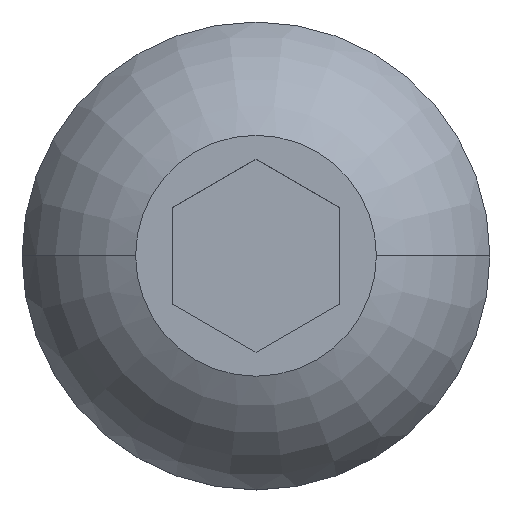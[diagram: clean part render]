
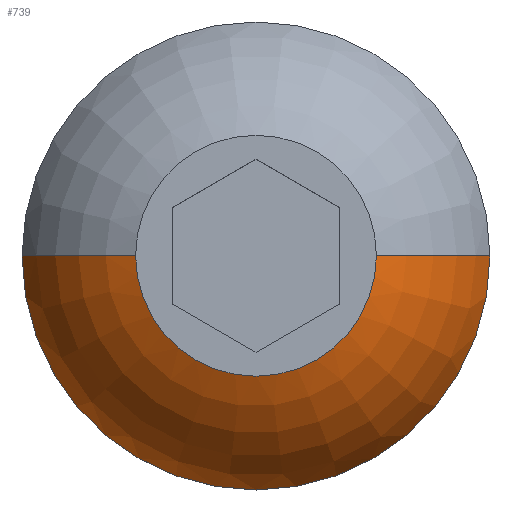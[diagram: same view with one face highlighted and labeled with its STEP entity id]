
A CAD part, top view. The second image highlights one B-rep face of the part: STEP entity #739.
In plain terms, the highlighted toroidal (fillet/blend) face has major radius 1.13 mm and minor radius 6.247 mm.
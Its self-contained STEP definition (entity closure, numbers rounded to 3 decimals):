
#46 = CIRCLE ( 'NONE', #534, 7. ) ;
#51 = EDGE_CURVE ( 'NONE', #553, #532, #705, .T. ) ;
#69 = CARTESIAN_POINT ( 'NONE',  ( 0., 0., 4.4 ) ) ;
#75 = CARTESIAN_POINT ( 'NONE',  ( 7., 0., 0.8 ) ) ;
#83 = DIRECTION ( 'NONE',  ( -1., 0., 0. ) ) ;
#98 = AXIS2_PLACEMENT_3D ( 'NONE', #713, #240, #788 ) ;
#121 = AXIS2_PLACEMENT_3D ( 'NONE', #69, #488, #152 ) ;
#149 = ORIENTED_EDGE ( 'NONE', *, *, #666, .F. ) ;
#151 = EDGE_LOOP ( 'NONE', ( #149, #268, #196, #513 ) ) ;
#152 = DIRECTION ( 'NONE',  ( -1., 0., 0. ) ) ;
#153 = CARTESIAN_POINT ( 'NONE',  ( -3.603, 0., 4.4 ) ) ;
#168 = AXIS2_PLACEMENT_3D ( 'NONE', #296, #607, #664 ) ;
#196 = ORIENTED_EDGE ( 'NONE', *, *, #722, .T. ) ;
#202 = CIRCLE ( 'NONE', #168, 6.247 ) ;
#213 = CARTESIAN_POINT ( 'NONE',  ( 3.603, 0., 4.4 ) ) ;
#240 = DIRECTION ( 'NONE',  ( 0., 0., -1. ) ) ;
#268 = ORIENTED_EDGE ( 'NONE', *, *, #51, .F. ) ;
#286 = DIRECTION ( 'NONE',  ( 0., 1., 0. ) ) ;
#296 = CARTESIAN_POINT ( 'NONE',  ( -1.13, 0., -1.337 ) ) ;
#306 = TOROIDAL_SURFACE ( 'NONE', #98, 1.13, 6.247 ) ;
#390 = CIRCLE ( 'NONE', #643, 6.247 ) ;
#418 = EDGE_CURVE ( 'NONE', #492, #542, #46, .T. ) ;
#488 = DIRECTION ( 'NONE',  ( 0., 0., 1. ) ) ;
#492 = VERTEX_POINT ( 'NONE', #75 ) ;
#494 = CARTESIAN_POINT ( 'NONE',  ( 0., 0., 0.8 ) ) ;
#510 = CARTESIAN_POINT ( 'NONE',  ( -7., 0., 0.8 ) ) ;
#513 = ORIENTED_EDGE ( 'NONE', *, *, #418, .F. ) ;
#532 = VERTEX_POINT ( 'NONE', #213 ) ;
#534 = AXIS2_PLACEMENT_3D ( 'NONE', #494, #753, #83 ) ;
#542 = VERTEX_POINT ( 'NONE', #510 ) ;
#553 = VERTEX_POINT ( 'NONE', #153 ) ;
#607 = DIRECTION ( 'NONE',  ( 0., -1., 0. ) ) ;
#643 = AXIS2_PLACEMENT_3D ( 'NONE', #646, #286, #784 ) ;
#646 = CARTESIAN_POINT ( 'NONE',  ( 1.13, 0., -1.337 ) ) ;
#664 = DIRECTION ( 'NONE',  ( 0., 0., -1. ) ) ;
#666 = EDGE_CURVE ( 'NONE', #532, #492, #390, .T. ) ;
#674 = FACE_OUTER_BOUND ( 'NONE', #151, .T. ) ;
#705 = CIRCLE ( 'NONE', #121, 3.603 ) ;
#713 = CARTESIAN_POINT ( 'NONE',  ( 0., 0., -1.337 ) ) ;
#722 = EDGE_CURVE ( 'NONE', #553, #542, #202, .T. ) ;
#739 = ADVANCED_FACE ( 'NONE', ( #674 ), #306, .T. ) ;
#753 = DIRECTION ( 'NONE',  ( 0., 0., -1. ) ) ;
#784 = DIRECTION ( 'NONE',  ( -1., 0., 0. ) ) ;
#788 = DIRECTION ( 'NONE',  ( -1., 0., 0. ) ) ;
